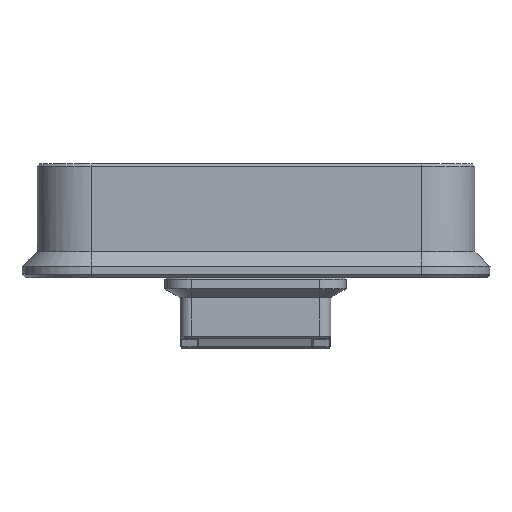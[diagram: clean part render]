
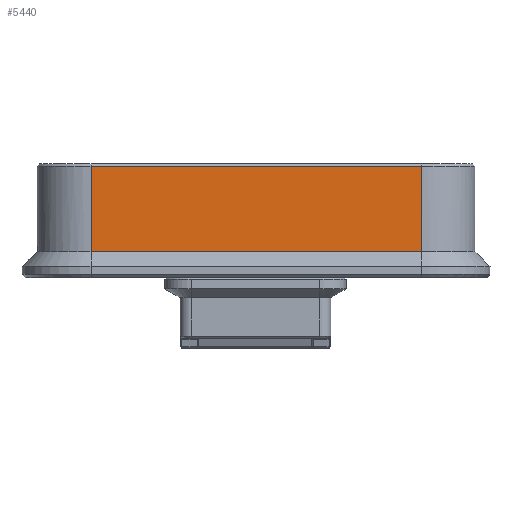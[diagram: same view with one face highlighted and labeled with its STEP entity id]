
A CAD part, left-side view. The second image highlights one B-rep face of the part: STEP entity #5440.
In plain terms, the highlighted planar face has unit normal (-1, 0, 0).
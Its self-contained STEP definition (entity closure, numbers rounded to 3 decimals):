
#625=FACE_OUTER_BOUND('',#962,.T.);
#962=EDGE_LOOP('',(#4234,#4235,#4236,#4237));
#1373=LINE('',#9383,#1902);
#1410=LINE('',#9921,#1939);
#1419=LINE('',#10044,#1948);
#1420=LINE('',#10046,#1949);
#1902=VECTOR('',#6567,10.);
#1939=VECTOR('',#6648,10.);
#1948=VECTOR('',#6663,10.);
#1949=VECTOR('',#6666,10.);
#2447=VERTEX_POINT('',#9362);
#2449=VERTEX_POINT('',#9380);
#2490=VERTEX_POINT('',#9902);
#2492=VERTEX_POINT('',#9918);
#3038=EDGE_CURVE('',#2447,#2449,#1373,.T.);
#3114=EDGE_CURVE('',#2492,#2490,#1410,.T.);
#3127=EDGE_CURVE('',#2490,#2447,#1419,.T.);
#3128=EDGE_CURVE('',#2492,#2449,#1420,.T.);
#4234=ORIENTED_EDGE('',*,*,#3038,.T.);
#4235=ORIENTED_EDGE('',*,*,#3128,.F.);
#4236=ORIENTED_EDGE('',*,*,#3114,.T.);
#4237=ORIENTED_EDGE('',*,*,#3127,.T.);
#5211=PLANE('',#5806);
#5440=ADVANCED_FACE('',(#625),#5211,.F.);
#5806=AXIS2_PLACEMENT_3D('',#10045,#6664,#6665);
#6567=DIRECTION('',(0.,1.,0.));
#6648=DIRECTION('',(0.,-1.,0.));
#6663=DIRECTION('',(0.,0.,1.));
#6664=DIRECTION('center_axis',(1.,0.,0.));
#6665=DIRECTION('ref_axis',(0.,-1.,0.));
#6666=DIRECTION('',(0.,0.,1.));
#9362=CARTESIAN_POINT('',(-25.505,-21.846,14.7));
#9380=CARTESIAN_POINT('',(-25.505,21.688,14.7));
#9383=CARTESIAN_POINT('',(-25.505,-0.079,14.7));
#9902=CARTESIAN_POINT('',(-25.505,-21.846,3.4));
#9918=CARTESIAN_POINT('',(-25.505,21.688,3.4));
#9921=CARTESIAN_POINT('',(-25.505,10.844,3.4));
#10044=CARTESIAN_POINT('',(-25.505,-21.846,0.));
#10045=CARTESIAN_POINT('Origin',(-25.505,21.688,0.));
#10046=CARTESIAN_POINT('',(-25.505,21.688,0.));
